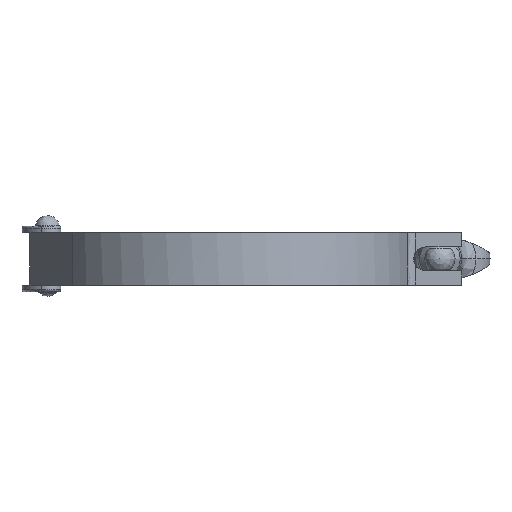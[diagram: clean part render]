
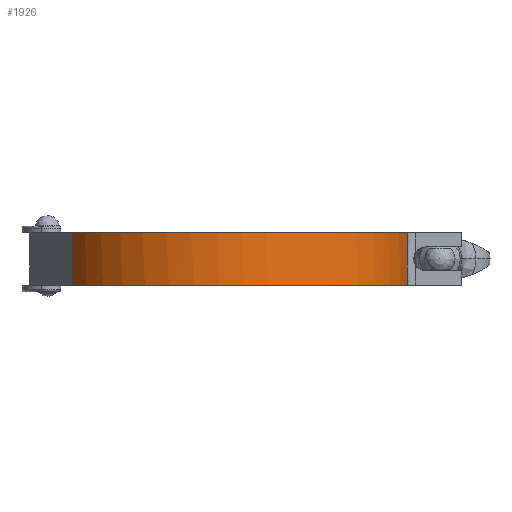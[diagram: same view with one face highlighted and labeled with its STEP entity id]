
A CAD part, front view. The second image highlights one B-rep face of the part: STEP entity #1926.
In plain terms, the highlighted free-form (B-spline) face has degree [2, 1] with [5, 2] control points.
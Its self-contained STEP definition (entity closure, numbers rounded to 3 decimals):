
#1858=CARTESIAN_POINT('F59',(64.27,-16.666,
   0.0));
#1859=CARTESIAN_POINT('F59',(53.086,-59.798,
   0.0));
#1860=CARTESIAN_POINT('F59',(8.932,-65.792,
   0.0));
#1861=CARTESIAN_POINT('F59',(-35.221,-71.787,
   0.0));
#1862=CARTESIAN_POINT('F59',(-57.5,-33.198,
   0.0));
#1863=CARTESIAN_POINT('F59',(64.27,-16.666,
   -19.05));
#1864=CARTESIAN_POINT('F59',(53.086,-59.798,
   -19.05));
#1865=CARTESIAN_POINT('F59',(8.932,-65.792,
   -19.05));
#1866=CARTESIAN_POINT('F59',(-35.221,-71.787,
   -19.05));
#1867=CARTESIAN_POINT('F59',(-57.5,-33.198,
   -19.05));
#1875=(BOUNDED_SURFACE()B_SPLINE_SURFACE(2,1,((#1858,#1863),(
   #1859,#1864),(#1860,#1865),(#1861,#1866),(#1862,#1867)),
   .CYLINDRICAL_SURF.,.F.,.F.,.U.)B_SPLINE_SURFACE_WITH_KNOTS((3,2,
   3),(2,2),(0.0,4.678,9.356),(0.0,1.0),
   .UNSPECIFIED.)GEOMETRIC_REPRESENTATION_ITEM()
   RATIONAL_B_SPLINE_SURFACE(((1.0,1.0),(0.83,
   0.83),(1.0,1.0),(0.83,
   0.83),(1.0,1.0)))REPRESENTATION_ITEM('F59')SURFACE(
   ));
#1876=CARTESIAN_POINT('V80',(64.27,-16.666,
   0.0));
#1877=VERTEX_POINT('V80',#1876);
#1878=CARTESIAN_POINT('V79',(-57.5,-33.198,
   0.0));
#1879=VERTEX_POINT('V79',#1878);
#1880=CARTESIAN_POINT('E112',(64.27,-16.666,
   0.0));
#1881=CARTESIAN_POINT('E112',(53.086,-59.798,
   0.0));
#1882=CARTESIAN_POINT('E112',(8.932,-65.792,
   0.0));
#1883=CARTESIAN_POINT('E112',(-35.221,
   -71.787,0.0));
#1884=CARTESIAN_POINT('E112',(-57.5,
   -33.198,0.0));
#1892=(BOUNDED_CURVE()B_SPLINE_CURVE(2,(#1880,#1881,#1882,#1883,
   #1884),.CIRCULAR_ARC.,.F.,.U.)B_SPLINE_CURVE_WITH_KNOTS((3,2,3),
   (0.0,0.5,1.0),.UNSPECIFIED.)CURVE()
   GEOMETRIC_REPRESENTATION_ITEM()RATIONAL_B_SPLINE_CURVE((1.0,
   0.83,1.0,0.83,1.0))REPRESENTATION_ITEM(
   'E112'));
#1893=EDGE_CURVE('E112',#1877,#1879,#1892,.T.);
#1894=ORIENTED_EDGE('E112',*,*,#1893,.T.);
#1895=CARTESIAN_POINT('V123',(-57.5,
   -33.198,-19.05));
#1896=VERTEX_POINT('V123',#1895);
#1897=CARTESIAN_POINT('E180',(-57.5,
   -33.198,0.0));
#1898=CARTESIAN_POINT('E180',(-57.5,
   -33.198,-19.05));
#1899=QUASI_UNIFORM_CURVE('E180',1,(#1897,#1898),.POLYLINE_FORM.,.F.,
   .U.);
#1900=EDGE_CURVE('E180',#1879,#1896,#1899,.T.);
#1901=ORIENTED_EDGE('E180',*,*,#1900,.T.);
#1902=CARTESIAN_POINT('V122',(64.27,-16.666,
   -19.05));
#1903=VERTEX_POINT('V122',#1902);
#1904=CARTESIAN_POINT('E181',(-57.5,
   -33.198,-19.05));
#1905=CARTESIAN_POINT('E181',(-35.221,
   -71.787,-19.05));
#1906=CARTESIAN_POINT('E181',(8.932,-65.792,
   -19.05));
#1907=CARTESIAN_POINT('E181',(53.086,-59.798,
   -19.05));
#1908=CARTESIAN_POINT('E181',(64.27,-16.666,
   -19.05));
#1916=(BOUNDED_CURVE()B_SPLINE_CURVE(2,(#1904,#1905,#1906,#1907,
   #1908),.CIRCULAR_ARC.,.F.,.U.)B_SPLINE_CURVE_WITH_KNOTS((3,2,3),
   (0.0,0.5,1.0),.UNSPECIFIED.)CURVE()
   GEOMETRIC_REPRESENTATION_ITEM()RATIONAL_B_SPLINE_CURVE((1.0,
   0.83,1.0,0.83,1.0))REPRESENTATION_ITEM(
   'E181'));
#1917=EDGE_CURVE('E181',#1896,#1903,#1916,.T.);
#1918=ORIENTED_EDGE('E181',*,*,#1917,.T.);
#1919=CARTESIAN_POINT('E178',(64.27,-16.666,
   -19.05));
#1920=CARTESIAN_POINT('E178',(64.27,-16.666,
   0.0));
#1921=QUASI_UNIFORM_CURVE('E178',1,(#1919,#1920),.POLYLINE_FORM.,.F.,
   .U.);
#1922=EDGE_CURVE('E178',#1903,#1877,#1921,.T.);
#1923=ORIENTED_EDGE('E178',*,*,#1922,.T.);
#1924=EDGE_LOOP('F59',(#1894,#1901,#1918,#1923));
#1925=FACE_OUTER_BOUND('F59',#1924,.T.);
#1926=ADVANCED_FACE('F59',(#1925),#1875,.T.);
